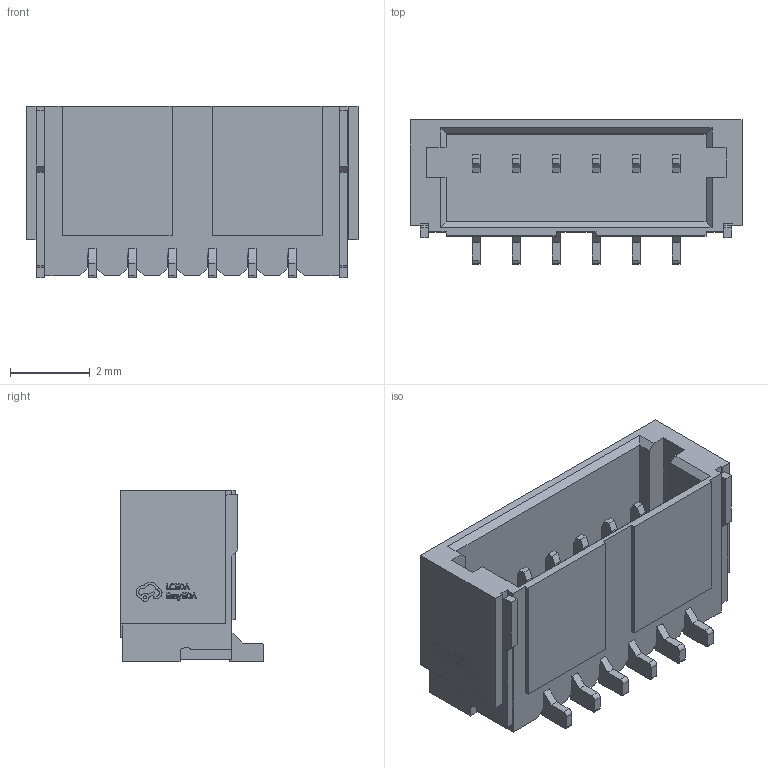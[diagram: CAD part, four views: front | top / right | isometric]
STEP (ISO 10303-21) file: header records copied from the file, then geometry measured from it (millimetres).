
FILE_DESCRIPTION (( 'STEP AP214' ), '1' );
FILE_NAME ('CONN-SMD_6P-P1.00_1734595-6.step', '2022-07-29T14:12:51', ( '' ), ( '' ), 'SwSTEP 2.0', 'SolidWorks 2020', '' );
FILE_SCHEMA (( 'AUTOMOTIVE_DESIGN' ));
Length unit declared in the file: millimetre
Products named in the file (1): CONN-SMD_6P-P1.00_1734595-6
Bounding box: 8.3 x 3.6 x 4.3 mm (x, y, z)
Volume: 52.1 mm3; surface area: 257.3 mm2
Topology: 14 solids, 14 shells, 518 faces, 1439 edges, 958 vertices
Faces by surface type: plane 384, bspline 112, cylinder 22
Entity records: 23185 total; most frequent: CARTESIAN_POINT 4841, ORIENTED_EDGE 2878, DIRECTION 2031, EDGE_CURVE 1439, VECTOR 1129, LINE 1129, VERTEX_POINT 958, EDGE_LOOP 539
